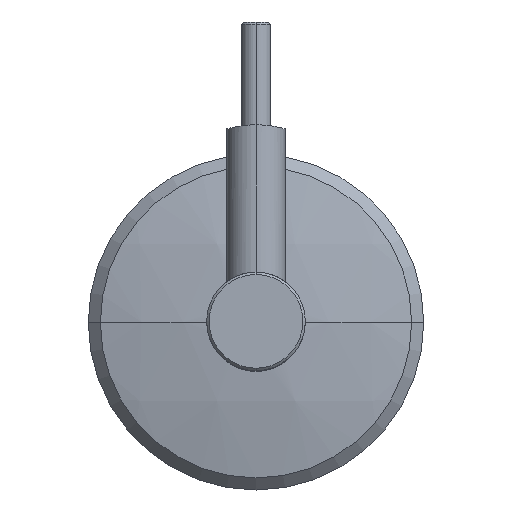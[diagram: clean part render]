
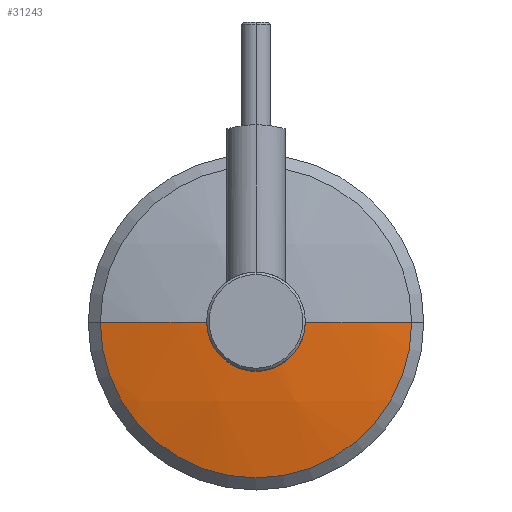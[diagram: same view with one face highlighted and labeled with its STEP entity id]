
A CAD part, top view. The second image highlights one B-rep face of the part: STEP entity #31243.
In plain terms, the highlighted spherical face has radius 137.202 mm.
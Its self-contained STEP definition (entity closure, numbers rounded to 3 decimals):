
#1429 = CIRCLE ( 'NONE', #6515, 6.25 ) ;
#2580 = CARTESIAN_POINT ( 'NONE',  ( 0., -132.202, 0. ) ) ;
#3556 = VERTEX_POINT ( 'NONE', #12525 ) ;
#3740 = CARTESIAN_POINT ( 'NONE',  ( 6.25, 4.858, 0. ) ) ;
#4287 = DIRECTION ( 'NONE',  ( -1., 0., 0. ) ) ;
#5373 = AXIS2_PLACEMENT_3D ( 'NONE', #18590, #13547, #20611 ) ;
#6383 = EDGE_CURVE ( 'NONE', #31121, #30385, #25264, .T. ) ;
#6441 = DIRECTION ( 'NONE',  ( 0., 1., 0. ) ) ;
#6463 = FACE_OUTER_BOUND ( 'NONE', #24690, .T. ) ;
#6515 = AXIS2_PLACEMENT_3D ( 'NONE', #6551, #6441, #4287 ) ;
#6551 = CARTESIAN_POINT ( 'NONE',  ( 0., 4.858, 0. ) ) ;
#8080 = VERTEX_POINT ( 'NONE', #26643 ) ;
#9131 = SPHERICAL_SURFACE ( 'NONE', #28418, 137.202 ) ;
#9885 = EDGE_CURVE ( 'NONE', #3556, #31121, #28752, .T. ) ;
#10045 = AXIS2_PLACEMENT_3D ( 'NONE', #16226, #18808, #20929 ) ;
#10895 = ORIENTED_EDGE ( 'NONE', *, *, #9885, .T. ) ;
#11527 = DIRECTION ( 'NONE',  ( 0., 0., -1. ) ) ;
#11545 = AXIS2_PLACEMENT_3D ( 'NONE', #2580, #12660, #14676 ) ;
#12525 = CARTESIAN_POINT ( 'NONE',  ( -31.55, 1.323, 0. ) ) ;
#12660 = DIRECTION ( 'NONE',  ( 0., 0., 1. ) ) ;
#13547 = DIRECTION ( 'NONE',  ( 0., 0., -1. ) ) ;
#13600 = CIRCLE ( 'NONE', #5373, 137.202 ) ;
#14069 = CARTESIAN_POINT ( 'NONE',  ( 0., -132.202, 0. ) ) ;
#14676 = DIRECTION ( 'NONE',  ( 1., 0., 0. ) ) ;
#16226 = CARTESIAN_POINT ( 'NONE',  ( 0., 1.323, 0. ) ) ;
#18143 = EDGE_CURVE ( 'NONE', #3556, #8080, #13600, .T. ) ;
#18590 = CARTESIAN_POINT ( 'NONE',  ( 0., -132.202, 0. ) ) ;
#18808 = DIRECTION ( 'NONE',  ( 0., 1., 0. ) ) ;
#20143 = ORIENTED_EDGE ( 'NONE', *, *, #6383, .T. ) ;
#20468 = ORIENTED_EDGE ( 'NONE', *, *, #18143, .F. ) ;
#20611 = DIRECTION ( 'NONE',  ( -1., 0., 0. ) ) ;
#20929 = DIRECTION ( 'NONE',  ( -1., 0., 0. ) ) ;
#24349 = ORIENTED_EDGE ( 'NONE', *, *, #31538, .F. ) ;
#24684 = CARTESIAN_POINT ( 'NONE',  ( 31.55, 1.323, 0. ) ) ;
#24690 = EDGE_LOOP ( 'NONE', ( #20468, #10895, #20143, #24349 ) ) ;
#25264 = CIRCLE ( 'NONE', #11545, 137.202 ) ;
#26394 = DIRECTION ( 'NONE',  ( 1., 0., 0. ) ) ;
#26643 = CARTESIAN_POINT ( 'NONE',  ( -6.25, 4.858, 0. ) ) ;
#28418 = AXIS2_PLACEMENT_3D ( 'NONE', #14069, #11527, #26394 ) ;
#28752 = CIRCLE ( 'NONE', #10045, 31.55 ) ;
#30385 = VERTEX_POINT ( 'NONE', #3740 ) ;
#31121 = VERTEX_POINT ( 'NONE', #24684 ) ;
#31243 = ADVANCED_FACE ( 'NONE', ( #6463 ), #9131, .T. ) ;
#31538 = EDGE_CURVE ( 'NONE', #8080, #30385, #1429, .T. ) ;
